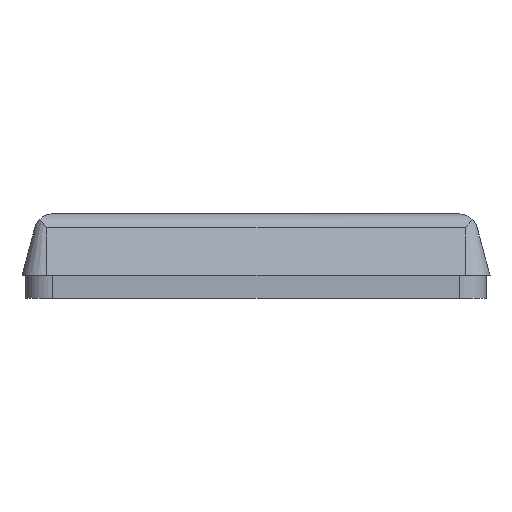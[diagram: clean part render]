
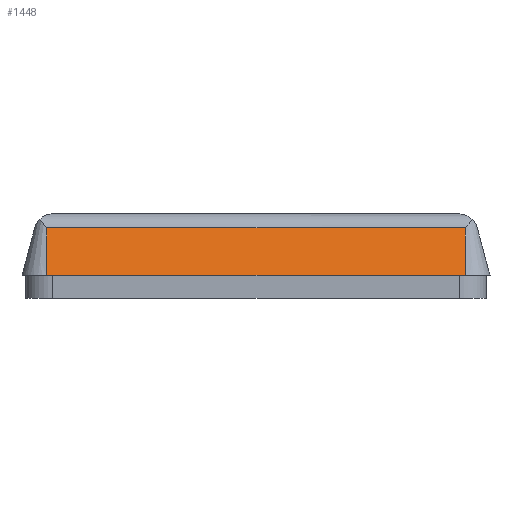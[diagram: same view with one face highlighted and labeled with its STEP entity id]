
A CAD part, left-side view. The second image highlights one B-rep face of the part: STEP entity #1448.
In plain terms, the highlighted planar face has unit normal (-0.966, 0, 0.259).
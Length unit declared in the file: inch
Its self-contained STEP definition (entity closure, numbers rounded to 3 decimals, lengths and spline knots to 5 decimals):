
#261 = DIRECTION ( 'NONE',  ( 0.259, 0., 0.966 ) ) ;
#443 = PLANE ( 'NONE',  #5554 ) ;
#516 = CARTESIAN_POINT ( 'NONE',  ( -5266.06878, 1.07449, -19645.66929 ) ) ;
#616 = CARTESIAN_POINT ( 'NONE',  ( -5266.06878, -1.07449, -19645.66929 ) ) ;
#726 = ORIENTED_EDGE ( 'NONE', *, *, #5143, .F. ) ;
#806 = ORIENTED_EDGE ( 'NONE', *, *, #2560, .F. ) ;
#914 = VECTOR ( 'NONE', #1507, 39.37008 ) ;
#1027 = LINE ( 'NONE', #516, #1065 ) ;
#1051 = LINE ( 'NONE', #3139, #6210 ) ;
#1065 = VECTOR ( 'NONE', #5363, 39.37008 ) ;
#1448 = ADVANCED_FACE ( 'NONE', ( #1498 ), #443, .T. ) ;
#1498 = FACE_OUTER_BOUND ( 'NONE', #4153, .T. ) ;
#1507 = DIRECTION ( 'NONE',  ( -0.259, 0., -0.966 ) ) ;
#1537 = CARTESIAN_POINT ( 'NONE',  ( -1.96264, 3.93701, 0.24229 ) ) ;
#1611 = EDGE_CURVE ( 'NONE', #4417, #4399, #1051, .T. ) ;
#1799 = CARTESIAN_POINT ( 'NONE',  ( -1.96264, -1.07449, 0.24229 ) ) ;
#2081 = DIRECTION ( 'NONE',  ( 0., -1., 0. ) ) ;
#2560 = EDGE_CURVE ( 'NONE', #4417, #6396, #1027, .T. ) ;
#3005 = CARTESIAN_POINT ( 'NONE',  ( -2.02756, 1.07449, 0. ) ) ;
#3139 = CARTESIAN_POINT ( 'NONE',  ( -2.02756, 1.07449, 0. ) ) ;
#3456 = CARTESIAN_POINT ( 'NONE',  ( -2.02756, -1.07449, 0. ) ) ;
#3524 = DIRECTION ( 'NONE',  ( -0.966, 0., 0.259 ) ) ;
#3601 = LINE ( 'NONE', #1537, #3642 ) ;
#3642 = VECTOR ( 'NONE', #4957, 39.37008 ) ;
#3729 = LINE ( 'NONE', #616, #914 ) ;
#4153 = EDGE_LOOP ( 'NONE', ( #806, #6685, #5499, #726 ) ) ;
#4399 = VERTEX_POINT ( 'NONE', #3456 ) ;
#4417 = VERTEX_POINT ( 'NONE', #3005 ) ;
#4832 = CARTESIAN_POINT ( 'NONE',  ( -1.96264, 1.07449, 0.24229 ) ) ;
#4957 = DIRECTION ( 'NONE',  ( 0., -1., 0. ) ) ;
#5117 = CARTESIAN_POINT ( 'NONE',  ( -2.02756, 1.07449, 0. ) ) ;
#5142 = EDGE_CURVE ( 'NONE', #5761, #4399, #3729, .T. ) ;
#5143 = EDGE_CURVE ( 'NONE', #6396, #5761, #3601, .T. ) ;
#5363 = DIRECTION ( 'NONE',  ( 0.259, 0., 0.966 ) ) ;
#5499 = ORIENTED_EDGE ( 'NONE', *, *, #5142, .F. ) ;
#5554 = AXIS2_PLACEMENT_3D ( 'NONE', #5117, #3524, #261 ) ;
#5761 = VERTEX_POINT ( 'NONE', #1799 ) ;
#6210 = VECTOR ( 'NONE', #2081, 39.37008 ) ;
#6396 = VERTEX_POINT ( 'NONE', #4832 ) ;
#6685 = ORIENTED_EDGE ( 'NONE', *, *, #1611, .T. ) ;
